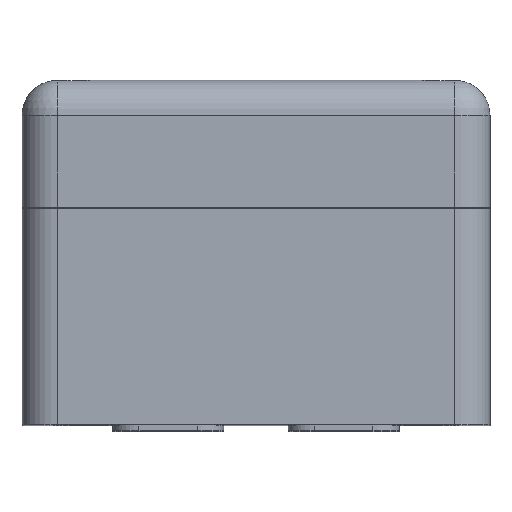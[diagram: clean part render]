
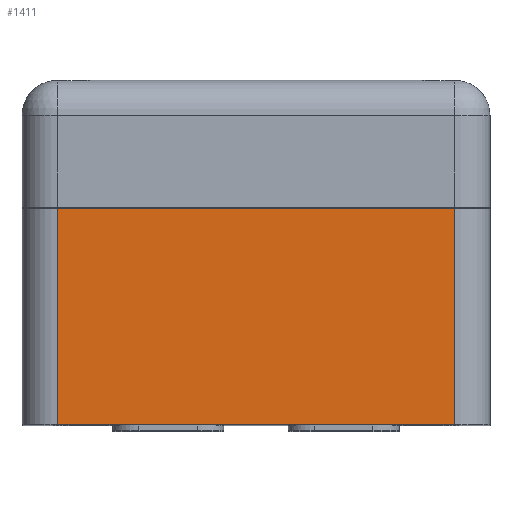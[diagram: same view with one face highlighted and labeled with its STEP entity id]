
A CAD part, top view. The second image highlights one B-rep face of the part: STEP entity #1411.
In plain terms, the highlighted planar face has unit normal (0, 0, 1).
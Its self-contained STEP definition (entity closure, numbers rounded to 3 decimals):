
#1189 = VERTEX_POINT ( 'NONE', #5420 ) ;
#1227 = VERTEX_POINT ( 'NONE', #5564 ) ;
#1230 = EDGE_CURVE ( 'NONE', #1227, #1189, #5562, .T. ) ;
#1346 = EDGE_CURVE ( 'NONE', #1189, #1896, #5838, .T. ) ;
#1364 = EDGE_CURVE ( 'NONE', #1227, #1899, #5814, .T. ) ;
#1411 = ADVANCED_FACE ( 'NONE', ( #5919 ), #5918, .F. ) ;
#1412 = EDGE_LOOP ( 'NONE', ( #1414, #1415, #1418, #1419 ) ) ;
#1414 = ORIENTED_EDGE ( 'NONE', *, *, #1898, .F. ) ;
#1415 = ORIENTED_EDGE ( 'NONE', *, *, #1346, .F. ) ;
#1418 = ORIENTED_EDGE ( 'NONE', *, *, #1230, .F. ) ;
#1419 = ORIENTED_EDGE ( 'NONE', *, *, #1364, .T. ) ;
#1896 = VERTEX_POINT ( 'NONE', #6955 ) ;
#1898 = EDGE_CURVE ( 'NONE', #1896, #1899, #6954, .T. ) ;
#1899 = VERTEX_POINT ( 'NONE', #6950 ) ;
#5420 = CARTESIAN_POINT ( 'NONE',  ( 54., 38., 71. ) ) ;
#5559 = DIRECTION ( 'NONE',  ( 1., 0., 0. ) ) ;
#5560 = VECTOR ( 'NONE', #5559, 1000. ) ;
#5561 = CARTESIAN_POINT ( 'NONE',  ( -14., 38., 71. ) ) ;
#5562 = LINE ( 'NONE', #5561, #5560 ) ;
#5564 = CARTESIAN_POINT ( 'NONE',  ( -14., 38., 71. ) ) ;
#5807 = DIRECTION ( 'NONE',  ( 0., -1., 0. ) ) ;
#5808 = VECTOR ( 'NONE', #5807, 1000. ) ;
#5809 = CARTESIAN_POINT ( 'NONE',  ( -14., 38., 71. ) ) ;
#5814 = LINE ( 'NONE', #5809, #5808 ) ;
#5835 = DIRECTION ( 'NONE',  ( 0., -1., 0. ) ) ;
#5836 = VECTOR ( 'NONE', #5835, 1000. ) ;
#5837 = CARTESIAN_POINT ( 'NONE',  ( 54., 38., 71. ) ) ;
#5838 = LINE ( 'NONE', #5837, #5836 ) ;
#5914 = DIRECTION ( 'NONE',  ( -1., 0., 0. ) ) ;
#5915 = DIRECTION ( 'NONE',  ( 0., 0., -1. ) ) ;
#5916 = CARTESIAN_POINT ( 'NONE',  ( -14., 38., 71. ) ) ;
#5917 = AXIS2_PLACEMENT_3D ( 'NONE', #5916, #5915, #5914 ) ;
#5918 = PLANE ( 'NONE',  #5917 ) ;
#5919 = FACE_OUTER_BOUND ( 'NONE', #1412, .T. ) ;
#6950 = CARTESIAN_POINT ( 'NONE',  ( -14., 1., 71. ) ) ;
#6951 = DIRECTION ( 'NONE',  ( -1., 0., 0. ) ) ;
#6952 = VECTOR ( 'NONE', #6951, 1000. ) ;
#6953 = CARTESIAN_POINT ( 'NONE',  ( 54., 1., 71. ) ) ;
#6954 = LINE ( 'NONE', #6953, #6952 ) ;
#6955 = CARTESIAN_POINT ( 'NONE',  ( 54., 1., 71. ) ) ;
